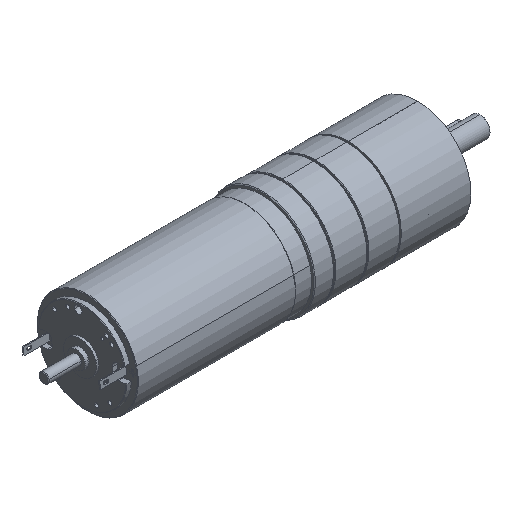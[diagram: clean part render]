
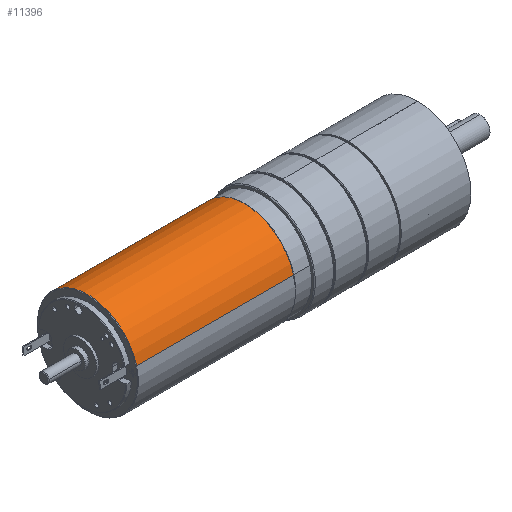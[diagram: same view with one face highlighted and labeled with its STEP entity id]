
A CAD part, isometric view. The second image highlights one B-rep face of the part: STEP entity #11396.
In plain terms, the highlighted cylindrical face has radius 20 mm (diameter 40 mm), a partial arc.
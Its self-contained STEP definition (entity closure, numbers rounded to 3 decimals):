
#882 = CYLINDRICAL_SURFACE ( 'NONE', #9307, 20. ) ;
#979 = DIRECTION ( 'NONE',  ( -1., 0., 0. ) ) ;
#1124 = ORIENTED_EDGE ( 'NONE', *, *, #4903, .T. ) ;
#2790 = CARTESIAN_POINT ( 'NONE',  ( 26.8, 0., 0. ) ) ;
#2842 = LINE ( 'NONE', #12062, #26100 ) ;
#4403 = FACE_OUTER_BOUND ( 'NONE', #9503, .T. ) ;
#4903 = EDGE_CURVE ( 'NONE', #10412, #6717, #20362, .T. ) ;
#5068 = DIRECTION ( 'NONE',  ( 0., 0., 1. ) ) ;
#5699 = CARTESIAN_POINT ( 'NONE',  ( 89.1, 0., -20. ) ) ;
#5947 = ORIENTED_EDGE ( 'NONE', *, *, #17349, .F. ) ;
#6717 = VERTEX_POINT ( 'NONE', #19006 ) ;
#7135 = CARTESIAN_POINT ( 'NONE',  ( 89.1, 0., 0. ) ) ;
#7408 = ORIENTED_EDGE ( 'NONE', *, *, #14290, .F. ) ;
#9307 = AXIS2_PLACEMENT_3D ( 'NONE', #14742, #16981, #26001 ) ;
#9396 = DIRECTION ( 'NONE',  ( 0., 0., 1. ) ) ;
#9503 = EDGE_LOOP ( 'NONE', ( #5947, #1124, #23271, #7408 ) ) ;
#10412 = VERTEX_POINT ( 'NONE', #5699 ) ;
#11396 = ADVANCED_FACE ( 'NONE', ( #4403 ), #882, .T. ) ;
#12062 = CARTESIAN_POINT ( 'NONE',  ( 0., 0., 20. ) ) ;
#12149 = CIRCLE ( 'NONE', #13204, 20. ) ;
#13204 = AXIS2_PLACEMENT_3D ( 'NONE', #2790, #18562, #5068 ) ;
#14290 = EDGE_CURVE ( 'NONE', #21229, #22457, #12149, .T. ) ;
#14742 = CARTESIAN_POINT ( 'NONE',  ( 0., 0., 0. ) ) ;
#16195 = VECTOR ( 'NONE', #979, 1000. ) ;
#16981 = DIRECTION ( 'NONE',  ( -1., 0., 0. ) ) ;
#17349 = EDGE_CURVE ( 'NONE', #10412, #21229, #22145, .T. ) ;
#18562 = DIRECTION ( 'NONE',  ( -1., 0., 0. ) ) ;
#18858 = CARTESIAN_POINT ( 'NONE',  ( 0., 0., -20. ) ) ;
#19006 = CARTESIAN_POINT ( 'NONE',  ( 89.1, 0., 20. ) ) ;
#20362 = CIRCLE ( 'NONE', #22503, 20. ) ;
#20779 = CARTESIAN_POINT ( 'NONE',  ( 26.8, 0., 20. ) ) ;
#21229 = VERTEX_POINT ( 'NONE', #27912 ) ;
#22145 = LINE ( 'NONE', #18858, #16195 ) ;
#22457 = VERTEX_POINT ( 'NONE', #20779 ) ;
#22503 = AXIS2_PLACEMENT_3D ( 'NONE', #7135, #22817, #9396 ) ;
#22546 = EDGE_CURVE ( 'NONE', #6717, #22457, #2842, .T. ) ;
#22817 = DIRECTION ( 'NONE',  ( -1., 0., 0. ) ) ;
#23271 = ORIENTED_EDGE ( 'NONE', *, *, #22546, .T. ) ;
#26001 = DIRECTION ( 'NONE',  ( 0., 0., 1. ) ) ;
#26100 = VECTOR ( 'NONE', #27715, 1000. ) ;
#27715 = DIRECTION ( 'NONE',  ( -1., 0., 0. ) ) ;
#27912 = CARTESIAN_POINT ( 'NONE',  ( 26.8, 0., -20. ) ) ;
